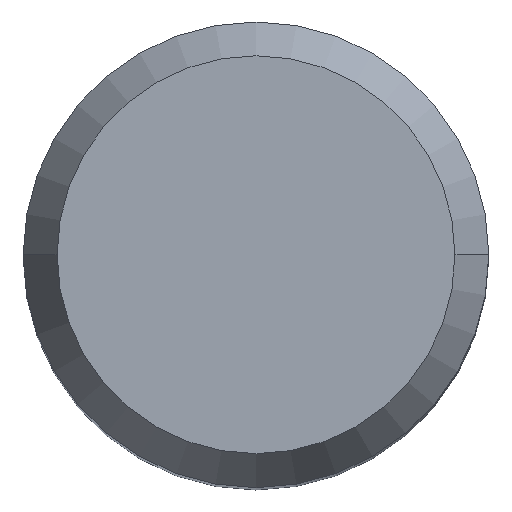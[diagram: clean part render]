
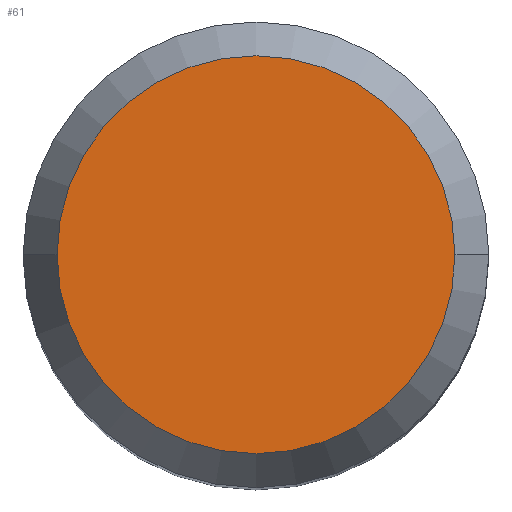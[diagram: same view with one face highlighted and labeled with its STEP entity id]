
A CAD part, top view. The second image highlights one B-rep face of the part: STEP entity #61.
In plain terms, the highlighted planar face has unit normal (0, 0, 1).
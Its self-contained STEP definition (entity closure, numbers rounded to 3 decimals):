
#47=PLANE('',#414);
#61=ADVANCED_FACE('',(#86),#47,.T.);
#86=FACE_OUTER_BOUND('',#105,.T.);
#105=EDGE_LOOP('',(#164,#165));
#124=CIRCLE('',#412,6.783);
#125=CIRCLE('',#413,6.783);
#164=ORIENTED_EDGE('',*,*,#261,.T.);
#165=ORIENTED_EDGE('',*,*,#262,.T.);
#233=VERTEX_POINT('',#610);
#234=VERTEX_POINT('',#611);
#261=EDGE_CURVE('',#233,#234,#124,.T.);
#262=EDGE_CURVE('',#234,#233,#125,.T.);
#412=AXIS2_PLACEMENT_3D('',#609,#495,#496);
#413=AXIS2_PLACEMENT_3D('',#612,#497,#498);
#414=AXIS2_PLACEMENT_3D('',#613,#499,#500);
#495=DIRECTION('',(0.,0.,1.));
#496=DIRECTION('',(-1.,0.,0.));
#497=DIRECTION('',(0.,0.,1.));
#498=DIRECTION('',(1.,0.,0.));
#499=DIRECTION('',(0.,0.,1.));
#500=DIRECTION('',(-1.,0.,0.));
#609=CARTESIAN_POINT('',(0.,0.,24.5));
#610=CARTESIAN_POINT('',(-6.783,0.,24.5));
#611=CARTESIAN_POINT('',(6.783,0.,24.5));
#612=CARTESIAN_POINT('',(0.,0.,24.5));
#613=CARTESIAN_POINT('',(0.,0.,24.5));
